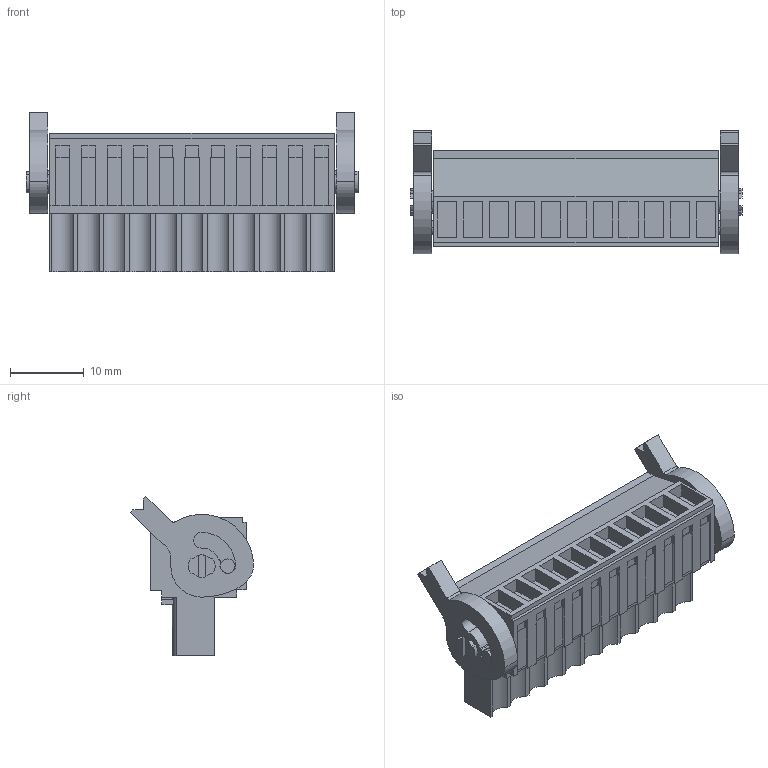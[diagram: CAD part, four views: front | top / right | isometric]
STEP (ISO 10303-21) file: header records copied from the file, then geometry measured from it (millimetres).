
FILE_DESCRIPTION(('CATIA V5 STEP Exchange','CAx-IF Rec.Pracs.--- Model Styling and Organization---1.2---2011-12-15'),'2;1');
FILE_NAME ('D1454453_0_1687740000_1687740000.stp','2017-04-25T12:22:14+00:00',('none'),('Weidmueller'),'CATIA Version 5-6 Release 2014','CATIA V5 STEP AP214','none');
FILE_SCHEMA(('AUTOMOTIVE_DESIGN { 1 0 10303 214 1 1 1 1 }'));
Length unit declared in the file: millimetre
Products named in the file (1): 1687740000
Bounding box: 44.9 x 16.66 x 21.53 mm (x, y, z)
Volume: 6230.1 mm3; surface area: 5334.4 mm2
Topology: 14 solids, 14 shells, 737 faces, 2061 edges, 1400 vertices
Faces by surface type: plane 633, cylinder 102, extrusion 2
Entity records: 21689 total; most frequent: ORIENTED_EDGE 4122, CARTESIAN_POINT 3904, DIRECTION 2867, EDGE_CURVE 2061, VECTOR 1731, LINE 1729, VERTEX_POINT 1400, EDGE_LOOP 793
